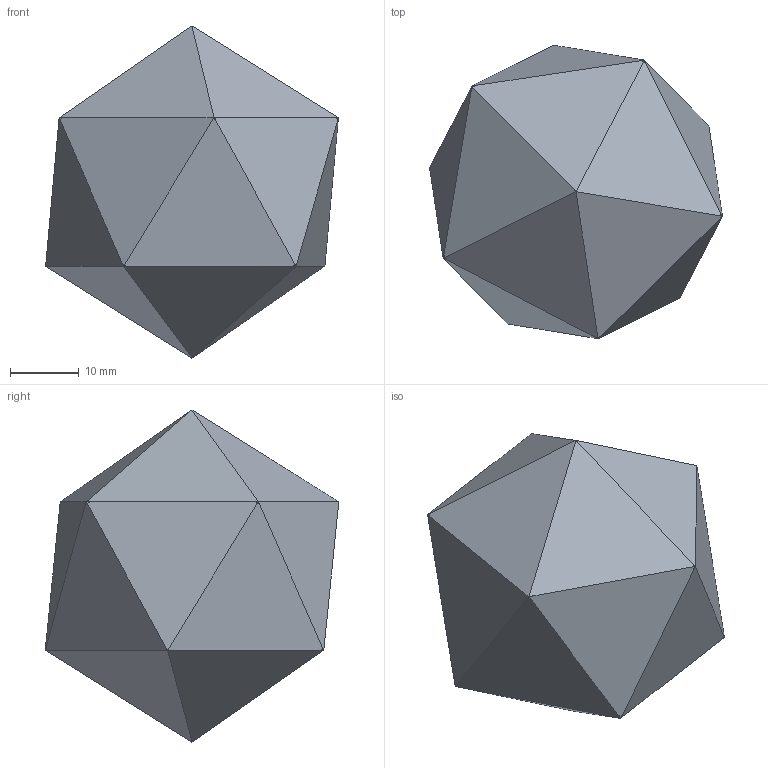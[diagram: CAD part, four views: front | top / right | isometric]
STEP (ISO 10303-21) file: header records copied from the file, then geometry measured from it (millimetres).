
FILE_DESCRIPTION(/* description */ ('Alibre Inc.'),/* implementation_level */ '2;1');
FILE_NAME(/* name */ 'export0',/* time_stamp */ '2018-05-30T22:09:30-05:00',/* author */ (''),/* organization */ (''),/* preprocessor_version */ 'ST-DEVELOPER v17',/* originating_system */ 'Alibre',/* authorisation */ '');
FILE_SCHEMA (('AUTOMOTIVE_DESIGN'));
Length unit declared in the file: centimetre
Bounding box: 42.63 x 42.73 x 48.31 mm (x, y, z)
Volume: 70958.1 mm3; surface area: 30529.3 mm2
Topology: 20 solids, 20 shells, 100 faces, 180 edges, 120 vertices
Faces by surface type: plane 100
Entity records: 385 total; most frequent: DIRECTION 94, CARTESIAN_POINT 60, AXIS2_PLACEMENT_3D 45, PRODUCT_DEFINITION_SHAPE 22, CONTEXT_DEPENDENT_SHAPE_REPRESENTATION 20, NEXT_ASSEMBLY_USAGE_OCCURRENCE 20, ITEM_DEFINED_TRANSFORMATION 20, ORIENTED_EDGE 18
